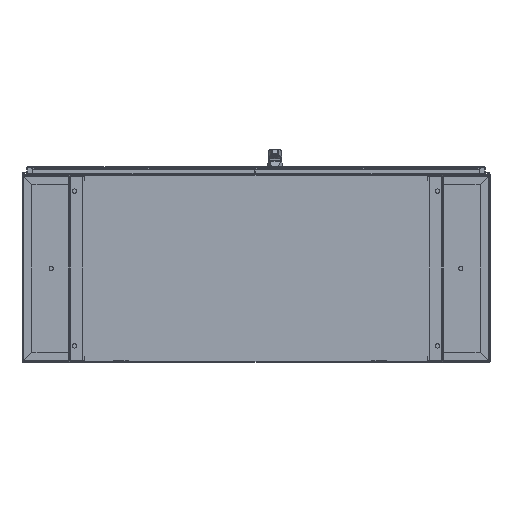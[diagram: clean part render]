
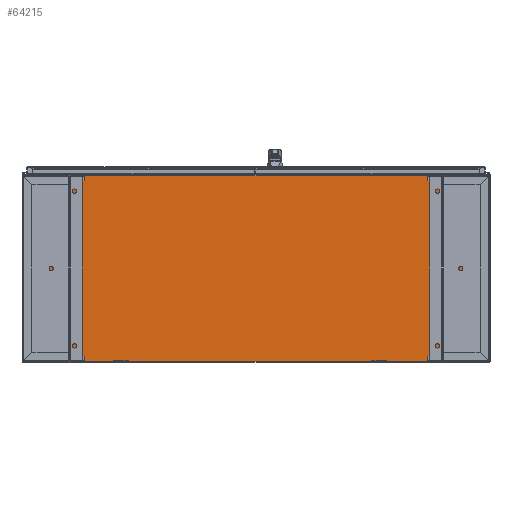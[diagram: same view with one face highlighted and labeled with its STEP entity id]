
A CAD part, front view. The second image highlights one B-rep face of the part: STEP entity #64215.
In plain terms, the highlighted planar face has unit normal (0, -1, 0).
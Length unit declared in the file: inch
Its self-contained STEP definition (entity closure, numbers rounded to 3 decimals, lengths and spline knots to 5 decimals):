
#5155 = ORIENTED_EDGE ( 'NONE', *, *, #70606, .F. ) ;
#6189 = DIRECTION ( 'NONE',  ( -1., 0., 0. ) ) ;
#6355 = CARTESIAN_POINT ( 'NONE',  ( 59.9376, -0.0937, 24.00005 ) ) ;
#9336 = LINE ( 'NONE', #13351, #23321 ) ;
#12270 = ORIENTED_EDGE ( 'NONE', *, *, #81688, .F. ) ;
#12966 = LINE ( 'NONE', #55351, #73487 ) ;
#13351 = CARTESIAN_POINT ( 'NONE',  ( 59.9376, -0.0937, 12.10935 ) ) ;
#19101 = CARTESIAN_POINT ( 'NONE',  ( 0., -0.0937, 24.00005 ) ) ;
#20282 = ORIENTED_EDGE ( 'NONE', *, *, #54777, .F. ) ;
#23321 = VECTOR ( 'NONE', #82286, 39.37008 ) ;
#29421 = CARTESIAN_POINT ( 'NONE',  ( 0., -0.0937, 0.0937 ) ) ;
#39168 = EDGE_CURVE ( 'NONE', #46421, #48706, #12966, .T. ) ;
#39169 = AXIS2_PLACEMENT_3D ( 'NONE', #75653, #47281, #6189 ) ;
#39569 = LINE ( 'NONE', #68195, #44954 ) ;
#40641 = VERTEX_POINT ( 'NONE', #19101 ) ;
#44954 = VECTOR ( 'NONE', #75499, 39.37008 ) ;
#46421 = VERTEX_POINT ( 'NONE', #57930 ) ;
#47281 = DIRECTION ( 'NONE',  ( 0., 1., 0. ) ) ;
#48706 = VERTEX_POINT ( 'NONE', #29421 ) ;
#48986 = EDGE_LOOP ( 'NONE', ( #20282, #80079, #5155, #12270 ) ) ;
#53326 = CARTESIAN_POINT ( 'NONE',  ( 29.9688, -0.0937, 24.00005 ) ) ;
#54263 = VECTOR ( 'NONE', #87753, 39.37008 ) ;
#54363 = LINE ( 'NONE', #53326, #54263 ) ;
#54777 = EDGE_CURVE ( 'NONE', #48706, #40641, #39569, .T. ) ;
#55351 = CARTESIAN_POINT ( 'NONE',  ( 29.9688, -0.0937, 0.0937 ) ) ;
#57930 = CARTESIAN_POINT ( 'NONE',  ( 59.9376, -0.0937, 0.0937 ) ) ;
#64215 = ADVANCED_FACE ( 'NONE', ( #86217 ), #81724, .F. ) ;
#68195 = CARTESIAN_POINT ( 'NONE',  ( 0., -0.0937, 12.10935 ) ) ;
#70044 = DIRECTION ( 'NONE',  ( -1., 0., 0. ) ) ;
#70606 = EDGE_CURVE ( 'NONE', #88413, #46421, #9336, .T. ) ;
#73487 = VECTOR ( 'NONE', #70044, 39.37008 ) ;
#75499 = DIRECTION ( 'NONE',  ( 0., 0., 1. ) ) ;
#75653 = CARTESIAN_POINT ( 'NONE',  ( 29.9688, -0.0937, 12.10935 ) ) ;
#80079 = ORIENTED_EDGE ( 'NONE', *, *, #39168, .F. ) ;
#81688 = EDGE_CURVE ( 'NONE', #40641, #88413, #54363, .T. ) ;
#81724 = PLANE ( 'NONE',  #39169 ) ;
#82286 = DIRECTION ( 'NONE',  ( 0., 0., -1. ) ) ;
#86217 = FACE_OUTER_BOUND ( 'NONE', #48986, .T. ) ;
#87753 = DIRECTION ( 'NONE',  ( 1., 0., 0. ) ) ;
#88413 = VERTEX_POINT ( 'NONE', #6355 ) ;
